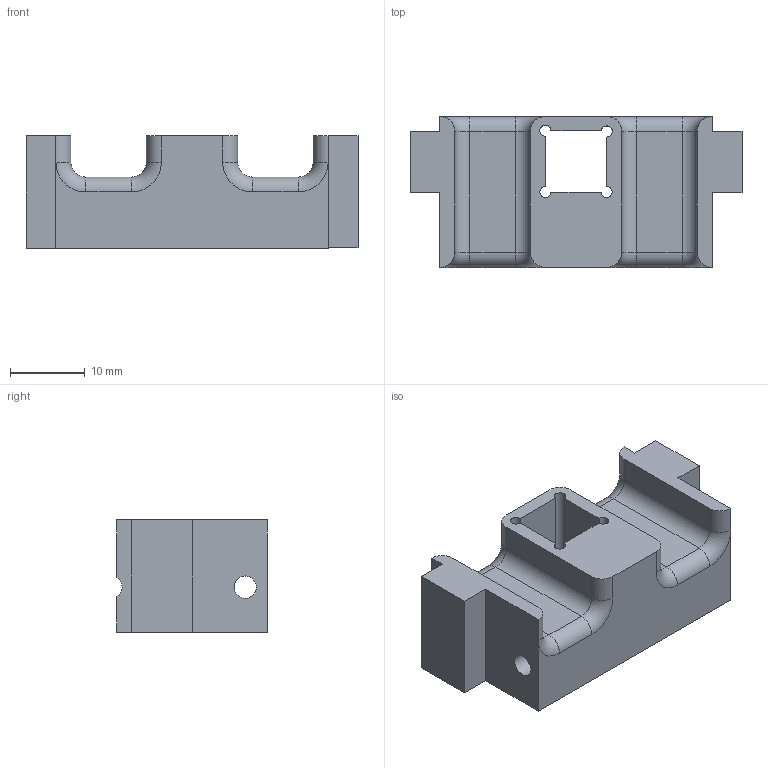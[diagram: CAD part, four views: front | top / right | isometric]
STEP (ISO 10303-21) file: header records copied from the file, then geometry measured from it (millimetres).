
FILE_DESCRIPTION(/* description */ (''),/* implementation_level */ '2;1');
FILE_NAME(/* name */ 'jig_teststand_dynamixel_bracket_spacer_v5.step',/* time_stamp */ '2023-01-15T12:00:59-08:00',/* author */ (''),/* organization */ (''),/* preprocessor_version */ 'ST-DEVELOPER v19.2',/* originating_system */ 'Autodesk Translation Framework v11.17.0.187',/* authorisation */ '');
FILE_SCHEMA (('AUTOMOTIVE_DESIGN { 1 0 10303 214 3 1 1 }'));
Length unit declared in the file: millimetre
Products named in the file (1): jig_teststand_dynamixel_bracket_spacer
Bounding box: 44.4 x 20.17 x 15 mm (x, y, z)
Volume: 8355.3 mm3; surface area: 4436.7 mm2
Topology: 1 solids, 1 shells, 59 faces, 153 edges, 96 vertices
Faces by surface type: plane 28, cylinder 23, torus 8
Full cylindrical faces by diameter (mm): 3 x1
Entity records: 1849 total; most frequent: DIRECTION 327, CARTESIAN_POINT 315, ORIENTED_EDGE 306, EDGE_CURVE 153, AXIS2_PLACEMENT_3D 116, VERTEX_POINT 96, LINE 95, VECTOR 95
